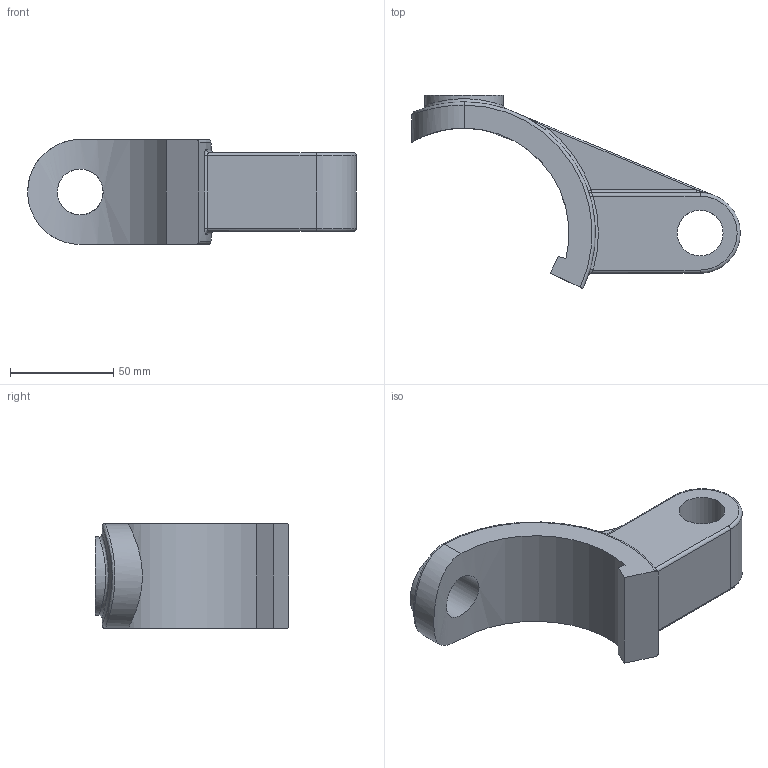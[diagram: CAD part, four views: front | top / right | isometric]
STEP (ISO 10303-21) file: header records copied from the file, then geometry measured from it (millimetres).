
FILE_DESCRIPTION(/* description */ (''),/* implementation_level */ '2;1');
FILE_NAME(/* name */ 's_bracket',/* time_stamp */ '1999-06-17T17:20:02-04:00',/* author */ ('PC User'),/* organization */ ('3D/EYE, Inc.'),/* preprocessor_version */ 'ST-DEVELOPER 1.6',/* originating_system */ 'IronCAD2.0',/* authorisation */ '');
FILE_SCHEMA (('CONFIG_CONTROL_DESIGN'));
Length unit declared in the file: inch
Products named in the file (1): 1
Bounding box: 159.14 x 93.51 x 50.8 mm (x, y, z)
Volume: 183687.7 mm3; surface area: 32757.7 mm2
Topology: 1 solids, 1 shells, 54 faces, 128 edges, 72 vertices
Faces by surface type: cylinder 18, plane 14, bspline 12, torus 8, sphere 2
Full cylindrical faces by diameter (mm): 22.225 x2, 38.1 x1
Entity records: 3303 total; most frequent: CARTESIAN_POINT 1805, ORIENTED_EDGE 234, DIRECTION 205, EDGE_CURVE 117, INTERSECTION_CURVE 117, AXIS2_PLACEMENT_3D 96, VERTEX_POINT 70, FACE_BOUND 63
